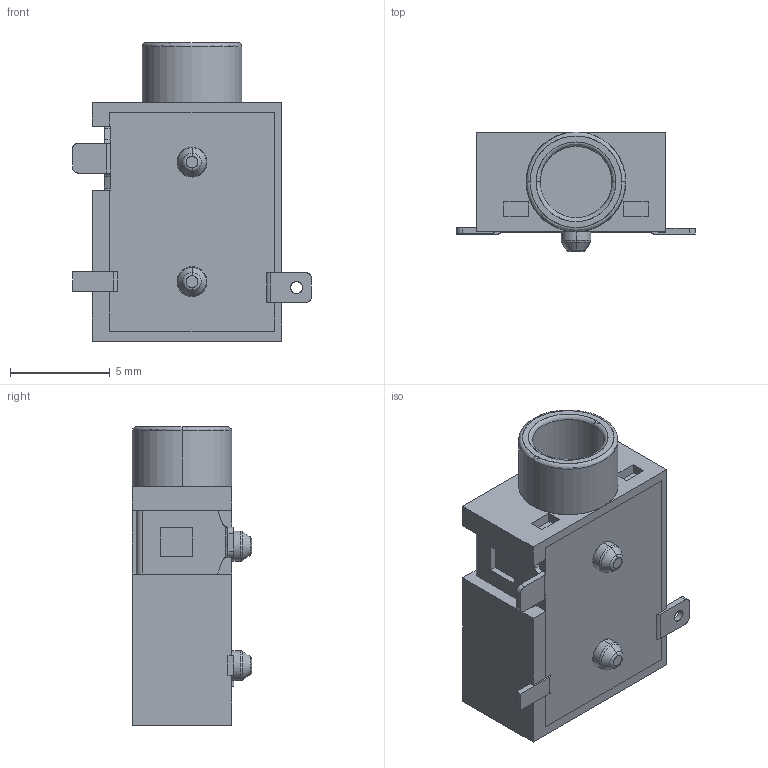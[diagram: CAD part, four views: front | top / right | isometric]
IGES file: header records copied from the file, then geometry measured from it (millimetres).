
Start section: SolidWorks IGES file using analytic representation for surfaces
Global section: file name: STX-35332-3N_rA2.IGS; native system: SolidWorks 2007; preprocessor: SolidWorks 2007; author: Patrick; date: 110203.103002; units: millimetre
Bounding box: 12 x 6 x 15 mm (x, y, z)
Surface area: 644.7 mm2 (no closed solid volume)
Topology: 0 solids, 0 shells, 117 faces, 870 edges, 870 vertices
Faces by surface type: bspline 89, revolution 28
